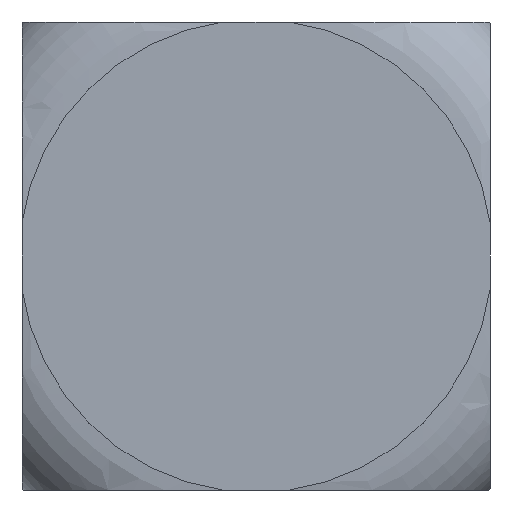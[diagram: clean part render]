
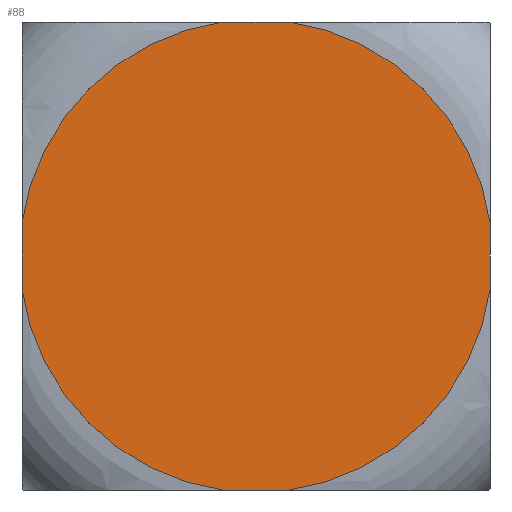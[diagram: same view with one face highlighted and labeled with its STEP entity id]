
A CAD part, left-side view. The second image highlights one B-rep face of the part: STEP entity #88.
In plain terms, the highlighted planar face has unit normal (-1, 0, 0).
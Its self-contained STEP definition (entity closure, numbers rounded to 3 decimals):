
#88 = ADVANCED_FACE( '', ( #130 ), #131, .T. );
#130 = FACE_OUTER_BOUND( '', #186, .T. );
#131 = PLANE( '', #187 );
#186 = EDGE_LOOP( '', ( #328, #329, #330, #331, #332, #333, #334, #335 ) );
#187 = AXIS2_PLACEMENT_3D( '', #336, #337, #338 );
#328 = ORIENTED_EDGE( '', *, *, #477, .T. );
#329 = ORIENTED_EDGE( '', *, *, #496, .T. );
#330 = ORIENTED_EDGE( '', *, *, #495, .T. );
#331 = ORIENTED_EDGE( '', *, *, #497, .T. );
#332 = ORIENTED_EDGE( '', *, *, #489, .T. );
#333 = ORIENTED_EDGE( '', *, *, #498, .T. );
#334 = ORIENTED_EDGE( '', *, *, #483, .T. );
#335 = ORIENTED_EDGE( '', *, *, #499, .T. );
#336 = CARTESIAN_POINT( '', ( 0., 16.413, 0. ) );
#337 = DIRECTION( '', ( -1., 0., 0. ) );
#338 = DIRECTION( '', ( 0., 1., 0. ) );
#477 = EDGE_CURVE( '', #568, #573, #575, .T. );
#483 = EDGE_CURVE( '', #577, #584, #586, .T. );
#489 = EDGE_CURVE( '', #588, #596, #598, .T. );
#495 = EDGE_CURVE( '', #600, #607, #609, .T. );
#496 = EDGE_CURVE( '', #573, #600, #610, .T. );
#497 = EDGE_CURVE( '', #607, #588, #611, .T. );
#498 = EDGE_CURVE( '', #596, #577, #612, .T. );
#499 = EDGE_CURVE( '', #584, #568, #613, .T. );
#568 = VERTEX_POINT( '', #695 );
#573 = VERTEX_POINT( '', #735 );
#575 = LINE( '', #770, #771 );
#577 = VERTEX_POINT( '', #773 );
#584 = VERTEX_POINT( '', #816 );
#586 = LINE( '', #851, #852 );
#588 = VERTEX_POINT( '', #854 );
#596 = VERTEX_POINT( '', #898 );
#598 = LINE( '', #933, #934 );
#600 = VERTEX_POINT( '', #936 );
#607 = VERTEX_POINT( '', #979 );
#609 = LINE( '', #1014, #1015 );
#610 = CIRCLE( '', #1016, 32.825 );
#611 = CIRCLE( '', #1017, 32.825 );
#612 = CIRCLE( '', #1018, 32.825 );
#613 = CIRCLE( '', #1019, 32.825 );
#695 = CARTESIAN_POINT( '', ( 0., -4.608, 32.5 ) );
#735 = CARTESIAN_POINT( '', ( 0., 4.608, 32.5 ) );
#770 = CARTESIAN_POINT( '', ( 0., 24.456, 32.5 ) );
#771 = VECTOR( '', #1105, 1. );
#773 = CARTESIAN_POINT( '', ( 0., -32.5, -4.608 ) );
#816 = CARTESIAN_POINT( '', ( 0., -32.5, 4.608 ) );
#851 = CARTESIAN_POINT( '', ( 0., -32.5, 16.25 ) );
#852 = VECTOR( '', #1109, 1. );
#854 = CARTESIAN_POINT( '', ( 0., 4.608, -32.5 ) );
#898 = CARTESIAN_POINT( '', ( 0., -4.608, -32.5 ) );
#933 = CARTESIAN_POINT( '', ( 0., -8.044, -32.5 ) );
#934 = VECTOR( '', #1113, 1. );
#936 = CARTESIAN_POINT( '', ( 0., 32.5, 4.608 ) );
#979 = CARTESIAN_POINT( '', ( 0., 32.5, -4.608 ) );
#1014 = CARTESIAN_POINT( '', ( 0., 32.5, -16.25 ) );
#1015 = VECTOR( '', #1117, 1. );
#1016 = AXIS2_PLACEMENT_3D( '', #1118, #1119, #1120 );
#1017 = AXIS2_PLACEMENT_3D( '', #1121, #1122, #1123 );
#1018 = AXIS2_PLACEMENT_3D( '', #1124, #1125, #1126 );
#1019 = AXIS2_PLACEMENT_3D( '', #1127, #1128, #1129 );
#1105 = DIRECTION( '', ( 0., 1., 0. ) );
#1109 = DIRECTION( '', ( 0., 0., 1. ) );
#1113 = DIRECTION( '', ( 0., -1., 0. ) );
#1117 = DIRECTION( '', ( 0., 0., -1. ) );
#1118 = CARTESIAN_POINT( '', ( 0., 0., 0. ) );
#1119 = DIRECTION( '', ( -1., 0., 0. ) );
#1120 = DIRECTION( '', ( 0., 1., 0. ) );
#1121 = CARTESIAN_POINT( '', ( 0., 0., 0. ) );
#1122 = DIRECTION( '', ( -1., 0., 0. ) );
#1123 = DIRECTION( '', ( 0., 1., 0. ) );
#1124 = CARTESIAN_POINT( '', ( 0., 0., 0. ) );
#1125 = DIRECTION( '', ( -1., 0., 0. ) );
#1126 = DIRECTION( '', ( 0., 1., 0. ) );
#1127 = CARTESIAN_POINT( '', ( 0., 0., 0. ) );
#1128 = DIRECTION( '', ( -1., 0., 0. ) );
#1129 = DIRECTION( '', ( 0., 1., 0. ) );
